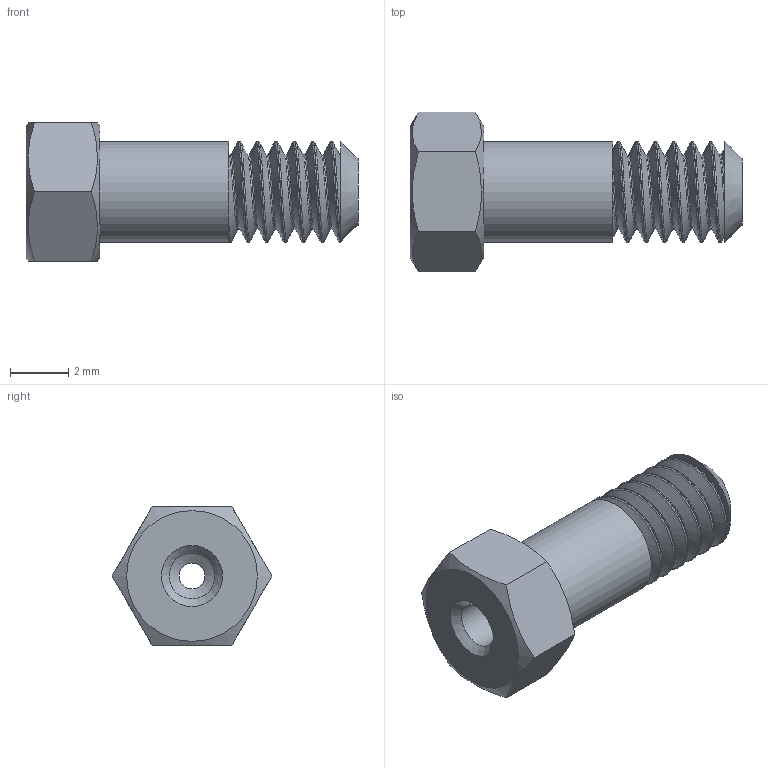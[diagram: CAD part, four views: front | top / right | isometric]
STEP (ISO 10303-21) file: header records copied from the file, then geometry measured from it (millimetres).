
FILE_DESCRIPTION((''),'2;1');
FILE_NAME('310173-LZN.5 Internal nut.stp','2013-08-22T10:21:41',('Franzp'),(''),'Autodesk Inventor 2013','Autodesk Inventor 2013','');
FILE_SCHEMA(('AUTOMOTIVE_DESIGN { 1 0 10303 214 1 1 1 1 }'));
Length unit declared in the file: millimetre
Products named in the file (1): 311910
Bounding box: 11.43 x 5.5 x 4.76 mm (x, y, z)
Volume: 102.3 mm3; surface area: 322 mm2
Topology: 2 solids, 2 shells, 30 faces, 68 edges, 44 vertices
Faces by surface type: plane 13, cylinder 6, bspline 6, cone 5
Full cylindrical faces by diameter (mm): 0.889 x1, 1.575 x1, 2.538 x2, 3.48 x1
Entity records: 2690 total; most frequent: CARTESIAN_POINT 2117, ORIENTED_EDGE 108, DIRECTION 90, EDGE_CURVE 54, EDGE_LOOP 47, AXIS2_PLACEMENT_3D 42, VERTEX_POINT 41, FACE_OUTER_BOUND 30
